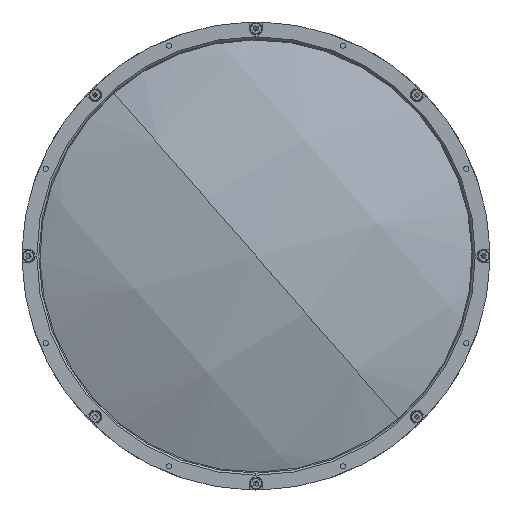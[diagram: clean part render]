
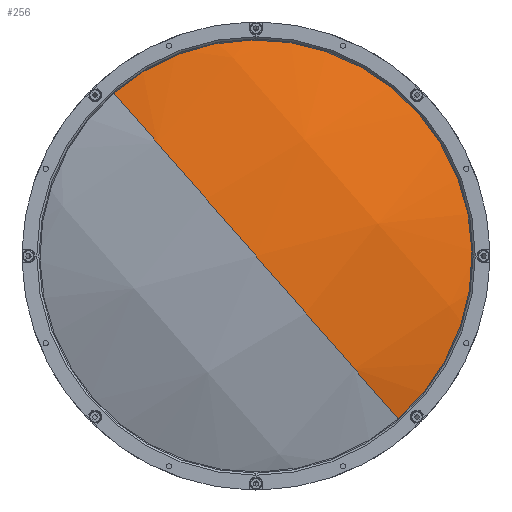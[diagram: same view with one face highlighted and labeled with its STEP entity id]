
A CAD part, left-side view. The second image highlights one B-rep face of the part: STEP entity #256.
In plain terms, the highlighted spherical face has radius 264.145 mm.
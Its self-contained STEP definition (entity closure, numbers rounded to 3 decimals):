
#57 = EDGE_LOOP ( 'NONE', ( #5803, #8212, #7265 ) ) ;
#256 = ADVANCED_FACE ( 'NONE', ( #8437 ), #4990, .T. ) ;
#283 = VERTEX_POINT ( 'NONE', #4814 ) ;
#331 = CARTESIAN_POINT ( 'NONE',  ( 261.045, 0., 0. ) ) ;
#812 = CARTESIAN_POINT ( 'NONE',  ( 261.045, 0., 0. ) ) ;
#882 = CARTESIAN_POINT ( 'NONE',  ( 261.045, 0., 0. ) ) ;
#2120 = DIRECTION ( 'NONE',  ( 0., 0.657, 0.753 ) ) ;
#2185 = DIRECTION ( 'NONE',  ( 0., -0.657, -0.753 ) ) ;
#2608 = CIRCLE ( 'NONE', #16262, 264.145 ) ;
#3257 = CIRCLE ( 'NONE', #10615, 264.145 ) ;
#4614 = CARTESIAN_POINT ( 'NONE',  ( 18.666, 0., 0. ) ) ;
#4738 = EDGE_CURVE ( 'NONE', #14017, #11720, #4928, .T. ) ;
#4814 = CARTESIAN_POINT ( 'NONE',  ( -3.1, 0., 0. ) ) ;
#4928 = CIRCLE ( 'NONE', #11884, 105. ) ;
#4990 = SPHERICAL_SURFACE ( 'NONE', #11109, 264.145 ) ;
#5346 = CARTESIAN_POINT ( 'NONE',  ( 18.666, -69.034, -79.116 ) ) ;
#5803 = ORIENTED_EDGE ( 'NONE', *, *, #4738, .T. ) ;
#6785 = DIRECTION ( 'NONE',  ( -1., 0., 0. ) ) ;
#7265 = ORIENTED_EDGE ( 'NONE', *, *, #12985, .F. ) ;
#8212 = ORIENTED_EDGE ( 'NONE', *, *, #11147, .T. ) ;
#8437 = FACE_OUTER_BOUND ( 'NONE', #57, .T. ) ;
#8779 = DIRECTION ( 'NONE',  ( 0., -0.657, -0.753 ) ) ;
#9907 = DIRECTION ( 'NONE',  ( 0., 0.753, -0.657 ) ) ;
#9984 = DIRECTION ( 'NONE',  ( 0., -0.753, 0.657 ) ) ;
#10615 = AXIS2_PLACEMENT_3D ( 'NONE', #882, #9984, #2185 ) ;
#11109 = AXIS2_PLACEMENT_3D ( 'NONE', #331, #13152, #8779 ) ;
#11147 = EDGE_CURVE ( 'NONE', #11720, #283, #3257, .T. ) ;
#11720 = VERTEX_POINT ( 'NONE', #14204 ) ;
#11884 = AXIS2_PLACEMENT_3D ( 'NONE', #4614, #6785, #12394 ) ;
#12394 = DIRECTION ( 'NONE',  ( 0., -0.753, 0.657 ) ) ;
#12985 = EDGE_CURVE ( 'NONE', #14017, #283, #2608, .T. ) ;
#13152 = DIRECTION ( 'NONE',  ( 0., -0.753, 0.657 ) ) ;
#14017 = VERTEX_POINT ( 'NONE', #5346 ) ;
#14204 = CARTESIAN_POINT ( 'NONE',  ( 18.666, 69.034, 79.116 ) ) ;
#16262 = AXIS2_PLACEMENT_3D ( 'NONE', #812, #9907, #2120 ) ;
